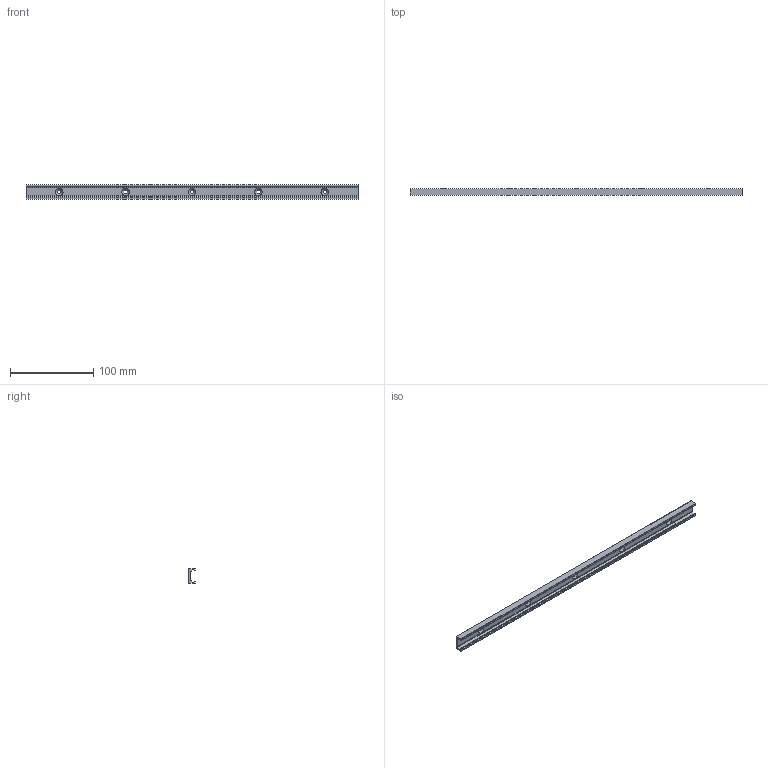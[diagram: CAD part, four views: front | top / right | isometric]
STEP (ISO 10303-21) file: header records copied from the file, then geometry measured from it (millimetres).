
FILE_DESCRIPTION((''),'2;1');
FILE_NAME('LCX 18-0400.V.stp','2016-04-28T12:23:04',('MRathmann'),(''),'Autodesk Inventor 2012','Autodesk Inventor 2012','');
FILE_SCHEMA(('CONFIG_CONTROL_DESIGN'));
Length unit declared in the file: millimetre
Products named in the file (1): LCX 18-0400.V
Bounding box: 400 x 8.25 x 18 mm (x, y, z)
Volume: 29428.4 mm3; surface area: 25200.1 mm2
Topology: 1 solids, 1 shells, 34 faces, 91 edges, 59 vertices
Faces by surface type: cylinder 16, plane 13, cone 5
Full cylindrical faces by diameter (mm): 4.5 x5
Entity records: 1068 total; most frequent: DIRECTION 188, CARTESIAN_POINT 175, ORIENTED_EDGE 162, EDGE_CURVE 81, AXIS2_PLACEMENT_3D 72, VERTEX_POINT 59, EDGE_LOOP 54, VECTOR 44
